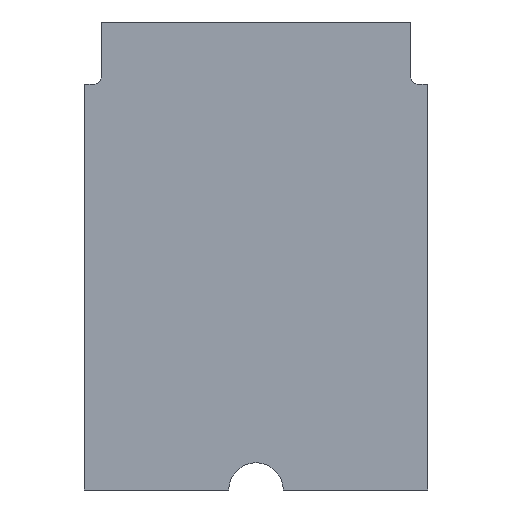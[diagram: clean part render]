
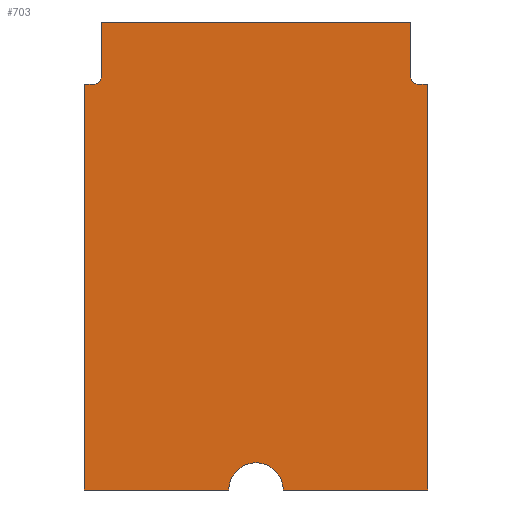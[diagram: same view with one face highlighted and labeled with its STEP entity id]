
A CAD part, front view. The second image highlights one B-rep face of the part: STEP entity #703.
In plain terms, the highlighted planar face has unit normal (0, -1, 0).
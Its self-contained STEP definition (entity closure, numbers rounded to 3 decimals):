
#13 = VERTEX_POINT ( 'NONE', #823 ) ;
#19 = LINE ( 'NONE', #866, #876 ) ;
#35 = AXIS2_PLACEMENT_3D ( 'NONE', #960, #864, #1064 ) ;
#58 = CARTESIAN_POINT ( 'NONE',  ( 1.75, 0., -30. ) ) ;
#65 = VERTEX_POINT ( 'NONE', #665 ) ;
#68 = CARTESIAN_POINT ( 'NONE',  ( 0., 0., -30. ) ) ;
#106 = VERTEX_POINT ( 'NONE', #58 ) ;
#119 = DIRECTION ( 'NONE',  ( 0., 0., -1. ) ) ;
#133 = VERTEX_POINT ( 'NONE', #273 ) ;
#139 = CARTESIAN_POINT ( 'NONE',  ( 11., 0., -30. ) ) ;
#141 = CARTESIAN_POINT ( 'NONE',  ( -11., 0., -4. ) ) ;
#151 = EDGE_CURVE ( 'NONE', #198, #913, #1000, .T. ) ;
#172 = EDGE_LOOP ( 'NONE', ( #967, #479, #1128, #388, #1093, #1311, #1286, #1165, #473, #747, #1306, #713 ) ) ;
#174 = LINE ( 'NONE', #1150, #302 ) ;
#192 = EDGE_CURVE ( 'NONE', #913, #1015, #893, .T. ) ;
#198 = VERTEX_POINT ( 'NONE', #363 ) ;
#269 = CARTESIAN_POINT ( 'NONE',  ( -11., 0., -4. ) ) ;
#273 = CARTESIAN_POINT ( 'NONE',  ( -9.925, 0., -3.5 ) ) ;
#302 = VECTOR ( 'NONE', #1043, 1000. ) ;
#304 = VERTEX_POINT ( 'NONE', #805 ) ;
#313 = CARTESIAN_POINT ( 'NONE',  ( -10.425, 0., -3.5 ) ) ;
#314 = EDGE_CURVE ( 'NONE', #902, #1051, #377, .T. ) ;
#361 = VERTEX_POINT ( 'NONE', #1370 ) ;
#363 = CARTESIAN_POINT ( 'NONE',  ( 10.425, 0., -4. ) ) ;
#369 = VECTOR ( 'NONE', #119, 1000. ) ;
#377 = LINE ( 'NONE', #269, #1379 ) ;
#387 = EDGE_CURVE ( 'NONE', #133, #65, #174, .T. ) ;
#388 = ORIENTED_EDGE ( 'NONE', *, *, #151, .F. ) ;
#392 = DIRECTION ( 'NONE',  ( 0., 0., -1. ) ) ;
#440 = VECTOR ( 'NONE', #778, 1000. ) ;
#452 = DIRECTION ( 'NONE',  ( -1., 0., 0. ) ) ;
#463 = CIRCLE ( 'NONE', #648, 1.75 ) ;
#469 = DIRECTION ( 'NONE',  ( 0., 0., 1. ) ) ;
#473 = ORIENTED_EDGE ( 'NONE', *, *, #1133, .F. ) ;
#479 = ORIENTED_EDGE ( 'NONE', *, *, #1384, .F. ) ;
#480 = CIRCLE ( 'NONE', #35, 0.5 ) ;
#500 = VERTEX_POINT ( 'NONE', #538 ) ;
#513 = EDGE_CURVE ( 'NONE', #65, #500, #1315, .T. ) ;
#538 = CARTESIAN_POINT ( 'NONE',  ( 9.925, 0., 0. ) ) ;
#569 = DIRECTION ( 'NONE',  ( -1., 0., 0. ) ) ;
#588 = CARTESIAN_POINT ( 'NONE',  ( -9.925, 0., 0. ) ) ;
#645 = CARTESIAN_POINT ( 'NONE',  ( 9.925, 0., 0. ) ) ;
#648 = AXIS2_PLACEMENT_3D ( 'NONE', #1364, #1024, #392 ) ;
#665 = CARTESIAN_POINT ( 'NONE',  ( -9.925, 0., 0. ) ) ;
#703 = ADVANCED_FACE ( 'NONE', ( #1248 ), #708, .T. ) ;
#708 = PLANE ( 'NONE',  #1309 ) ;
#713 = ORIENTED_EDGE ( 'NONE', *, *, #1303, .F. ) ;
#714 = EDGE_CURVE ( 'NONE', #106, #361, #463, .T. ) ;
#747 = ORIENTED_EDGE ( 'NONE', *, *, #764, .F. ) ;
#763 = CARTESIAN_POINT ( 'NONE',  ( 11., 0., -30. ) ) ;
#764 = EDGE_CURVE ( 'NONE', #1051, #13, #1353, .T. ) ;
#778 = DIRECTION ( 'NONE',  ( 1., 0., 0. ) ) ;
#805 = CARTESIAN_POINT ( 'NONE',  ( 9.925, 0., -3.5 ) ) ;
#819 = EDGE_CURVE ( 'NONE', #304, #198, #480, .T. ) ;
#823 = CARTESIAN_POINT ( 'NONE',  ( -10.425, 0., -4. ) ) ;
#838 = DIRECTION ( 'NONE',  ( 0., 0., -1. ) ) ;
#842 = CARTESIAN_POINT ( 'NONE',  ( 11., 0., -4. ) ) ;
#853 = DIRECTION ( 'NONE',  ( 0., -1., 0. ) ) ;
#864 = DIRECTION ( 'NONE',  ( 0., -1., 0. ) ) ;
#866 = CARTESIAN_POINT ( 'NONE',  ( -11., 0., -30. ) ) ;
#870 = VECTOR ( 'NONE', #1343, 1000. ) ;
#871 = CARTESIAN_POINT ( 'NONE',  ( -11., 0., -30. ) ) ;
#875 = LINE ( 'NONE', #645, #369 ) ;
#876 = VECTOR ( 'NONE', #452, 1000. ) ;
#891 = VECTOR ( 'NONE', #1258, 1000. ) ;
#893 = LINE ( 'NONE', #1317, #1160 ) ;
#902 = VERTEX_POINT ( 'NONE', #871 ) ;
#907 = CARTESIAN_POINT ( 'NONE',  ( 10.425, 0., -4. ) ) ;
#913 = VERTEX_POINT ( 'NONE', #842 ) ;
#925 = DIRECTION ( 'NONE',  ( 0., -1., 0. ) ) ;
#960 = CARTESIAN_POINT ( 'NONE',  ( 10.425, 0., -3.5 ) ) ;
#967 = ORIENTED_EDGE ( 'NONE', *, *, #714, .F. ) ;
#1000 = LINE ( 'NONE', #907, #870 ) ;
#1015 = VERTEX_POINT ( 'NONE', #763 ) ;
#1024 = DIRECTION ( 'NONE',  ( 0., -1., 0. ) ) ;
#1037 = CARTESIAN_POINT ( 'NONE',  ( -10.425, 0., -4. ) ) ;
#1043 = DIRECTION ( 'NONE',  ( 0., 0., 1. ) ) ;
#1048 = AXIS2_PLACEMENT_3D ( 'NONE', #313, #853, #1264 ) ;
#1051 = VERTEX_POINT ( 'NONE', #141 ) ;
#1064 = DIRECTION ( 'NONE',  ( 0., 0., -1. ) ) ;
#1077 = VECTOR ( 'NONE', #569, 1000. ) ;
#1093 = ORIENTED_EDGE ( 'NONE', *, *, #819, .F. ) ;
#1121 = LINE ( 'NONE', #139, #1077 ) ;
#1128 = ORIENTED_EDGE ( 'NONE', *, *, #192, .F. ) ;
#1133 = EDGE_CURVE ( 'NONE', #13, #133, #1312, .T. ) ;
#1150 = CARTESIAN_POINT ( 'NONE',  ( -9.925, 0., 0. ) ) ;
#1160 = VECTOR ( 'NONE', #1330, 1000. ) ;
#1165 = ORIENTED_EDGE ( 'NONE', *, *, #387, .F. ) ;
#1202 = EDGE_CURVE ( 'NONE', #500, #304, #875, .T. ) ;
#1248 = FACE_OUTER_BOUND ( 'NONE', #172, .T. ) ;
#1258 = DIRECTION ( 'NONE',  ( 1., 0., 0. ) ) ;
#1264 = DIRECTION ( 'NONE',  ( 0., 0., 1. ) ) ;
#1286 = ORIENTED_EDGE ( 'NONE', *, *, #513, .F. ) ;
#1303 = EDGE_CURVE ( 'NONE', #361, #902, #19, .T. ) ;
#1306 = ORIENTED_EDGE ( 'NONE', *, *, #314, .F. ) ;
#1309 = AXIS2_PLACEMENT_3D ( 'NONE', #68, #925, #838 ) ;
#1311 = ORIENTED_EDGE ( 'NONE', *, *, #1202, .F. ) ;
#1312 = CIRCLE ( 'NONE', #1048, 0.5 ) ;
#1315 = LINE ( 'NONE', #588, #440 ) ;
#1317 = CARTESIAN_POINT ( 'NONE',  ( 11., 0., -4. ) ) ;
#1330 = DIRECTION ( 'NONE',  ( 0., 0., -1. ) ) ;
#1343 = DIRECTION ( 'NONE',  ( 1., 0., 0. ) ) ;
#1353 = LINE ( 'NONE', #1037, #891 ) ;
#1364 = CARTESIAN_POINT ( 'NONE',  ( 0., 0., -30. ) ) ;
#1370 = CARTESIAN_POINT ( 'NONE',  ( -1.75, 0., -30. ) ) ;
#1379 = VECTOR ( 'NONE', #469, 1000. ) ;
#1384 = EDGE_CURVE ( 'NONE', #1015, #106, #1121, .T. ) ;
